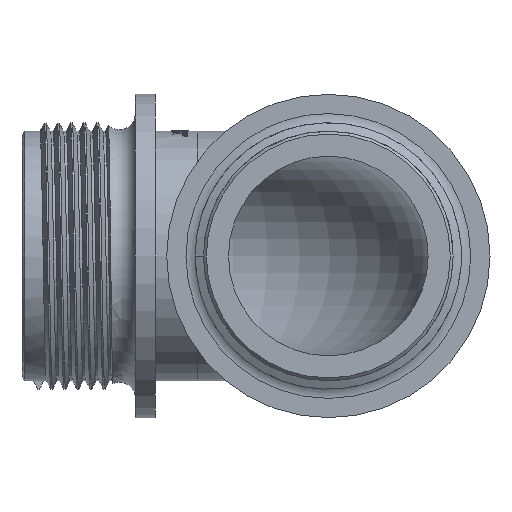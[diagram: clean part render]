
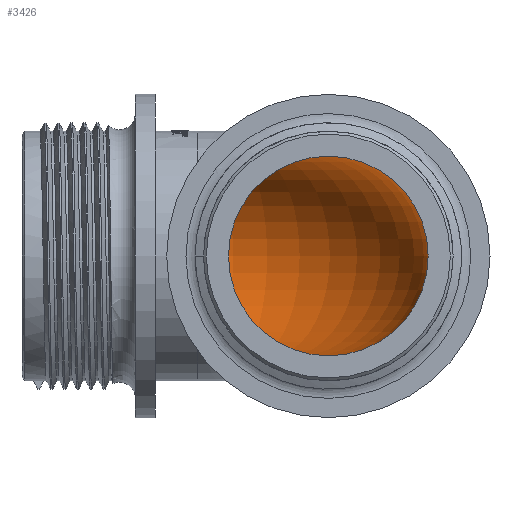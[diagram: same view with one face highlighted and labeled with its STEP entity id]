
A CAD part, left-side view. The second image highlights one B-rep face of the part: STEP entity #3426.
In plain terms, the highlighted toroidal (fillet/blend) face has major radius 23 mm and minor radius 17.6 mm.
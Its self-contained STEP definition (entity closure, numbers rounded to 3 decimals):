
#3405=TOROIDAL_SURFACE('',#11416,23.,17.6);
#3426=ADVANCED_FACE('',(#4739,#4740),#3405,.F.);
#4739=FACE_BOUND('',#4812,.T.);
#4740=FACE_BOUND('',#4813,.T.);
#4812=EDGE_LOOP('',(#5735));
#4813=EDGE_LOOP('',(#5736));
#5302=CIRCLE('',#11376,17.6);
#5327=CIRCLE('',#11415,17.6);
#5735=ORIENTED_EDGE('',*,*,#9115,.T.);
#5736=ORIENTED_EDGE('',*,*,#9234,.F.);
#8224=VERTEX_POINT('',#15022);
#8342=VERTEX_POINT('',#15795);
#9115=EDGE_CURVE('',#8224,#8224,#5302,.T.);
#9234=EDGE_CURVE('',#8342,#8342,#5327,.T.);
#11376=AXIS2_PLACEMENT_3D('',#15021,#12560,#12561);
#11415=AXIS2_PLACEMENT_3D('',#15794,#12650,#12651);
#11416=AXIS2_PLACEMENT_3D('',#15796,#12652,#12653);
#12560=DIRECTION('',(-1.,0.,0.));
#12561=DIRECTION('',(0.,0.,-1.));
#12650=DIRECTION('',(0.,-1.,0.));
#12651=DIRECTION('',(0.,0.,-1.));
#12652=DIRECTION('',(0.,0.,-1.));
#12653=DIRECTION('',(0.,1.,0.));
#15021=CARTESIAN_POINT('',(-13.554,309.861,0.));
#15022=CARTESIAN_POINT('',(-13.554,309.861,-17.6));
#15794=CARTESIAN_POINT('',(9.446,332.861,0.));
#15795=CARTESIAN_POINT('',(9.446,332.861,-17.6));
#15796=CARTESIAN_POINT('',(-13.554,332.861,0.));
